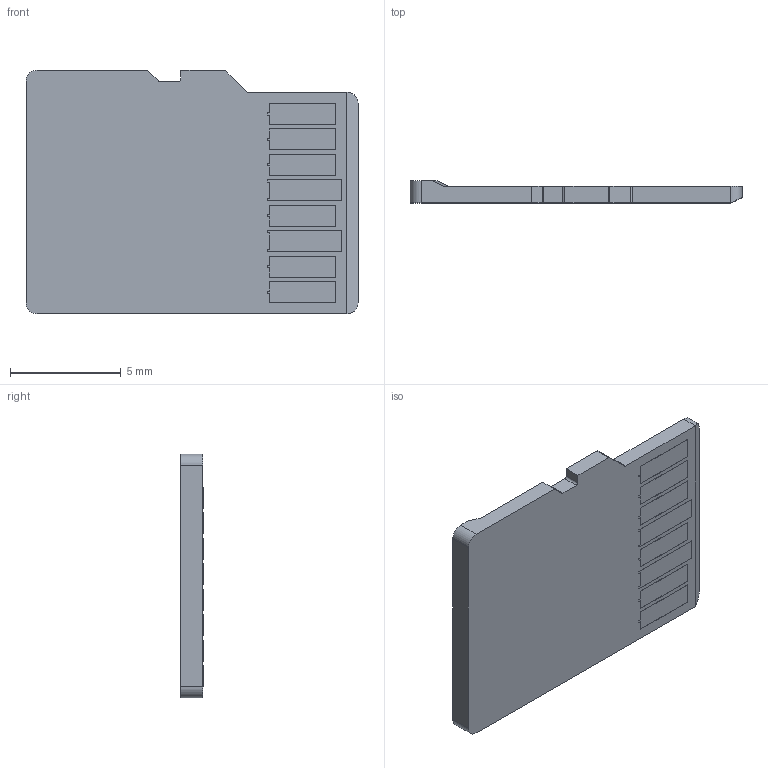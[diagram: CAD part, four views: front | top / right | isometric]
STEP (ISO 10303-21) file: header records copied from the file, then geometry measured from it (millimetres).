
FILE_DESCRIPTION(/* description */ (''),/* implementation_level */ '2;1');
FILE_NAME(/* name */ 'Micro SD-Card.step',/* time_stamp */ '2019-04-03T23:52:08+02:00',/* author */ ('LukasTreibenreif'),/* organization */ (''),/* preprocessor_version */ 'ST-DEVELOPER v17.2',/* originating_system */ 'Autodesk Translation Framework v7.6.0.251',/* authorisation */ '');
FILE_SCHEMA (('AUTOMOTIVE_DESIGN { 1 0 10303 214 3 1 1 }'));
Length unit declared in the file: millimetre
Products named in the file (1): Micro SD-Card
Bounding box: 15 x 1.01 x 11 mm (x, y, z)
Volume: 122.5 mm3; surface area: 405.1 mm2
Topology: 9 solids, 9 shells, 103 faces, 253 edges, 168 vertices
Faces by surface type: plane 94, cylinder 8, cone 1
Entity records: 3027 total; most frequent: CARTESIAN_POINT 527, ORIENTED_EDGE 506, DIRECTION 478, EDGE_CURVE 253, LINE 234, VECTOR 234, VERTEX_POINT 168, AXIS2_PLACEMENT_3D 122
